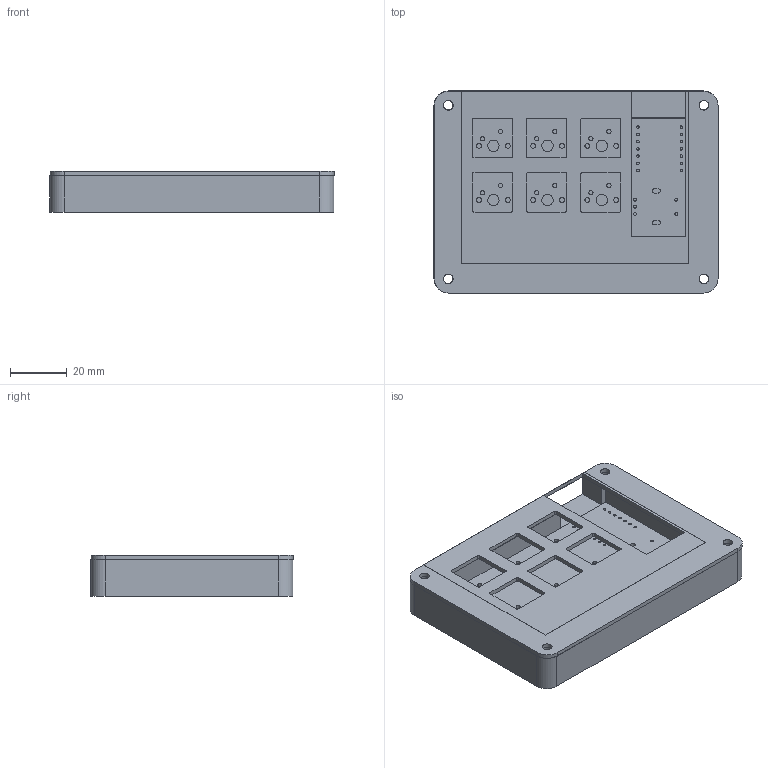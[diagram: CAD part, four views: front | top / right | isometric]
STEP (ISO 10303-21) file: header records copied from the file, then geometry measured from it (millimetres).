
FILE_DESCRIPTION(/* description */ ('KiCad electronic assembly'),/* implementation_level */ '2;1');
FILE_NAME(/* name */ 'Keyboard_shayan.step',/* time_stamp */ '2025-06-11T18:21:07-04:00',/* author */ (''),/* organization */ (''),/* preprocessor_version */ 'ST-DEVELOPER v20.1',/* originating_system */ 'Autodesk Translation Framework v14.10.0.0',/* authorisation */ '');
FILE_SCHEMA (('AUTOMOTIVE_DESIGN { 1 0 10303 214 3 1 1 }'));
Length unit declared in the file: millimetre
Products named in the file (6): 2025-06-06-00-42-27-466; 2025-06-06-01-26-22-918; 2025-06-06-01-26-22-919; 2025-06-04-18-41-46-924; 2025-06-04-18-02-08-560; 2025-06-04-18-02-47-340
Assembly tree (5 placements, depth 3):
  2025-06-06-00-42-27-466
    2025-06-06-01-26-22-918
      2025-06-06-01-26-22-919
    2025-06-04-18-41-46-924
    2025-06-04-18-02-08-560
      2025-06-04-18-02-47-340
Bounding box: 99.94 x 71.09 x 14.75 mm (x, y, z)
Volume: 61551.5 mm3; surface area: 41212.9 mm2
Topology: 3 solids, 3 shells, 518 faces, 1455 edges, 968 vertices
Faces by surface type: bspline 232, plane 189, cylinder 97
Full cylindrical faces by diameter (mm): 0.889 x14, 1 x5, 1.5 x12, 1.7 x12, 3.4 x8, 4 x6, 6 x4
Entity records: 19281 total; most frequent: CARTESIAN_POINT 6908, ORIENTED_EDGE 2910, DIRECTION 1779, EDGE_CURVE 1455, VERTEX_POINT 968, LINE 789, VECTOR 789, EDGE_LOOP 675
